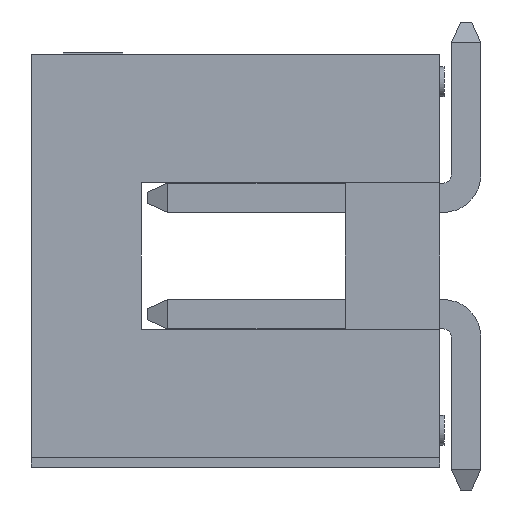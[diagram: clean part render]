
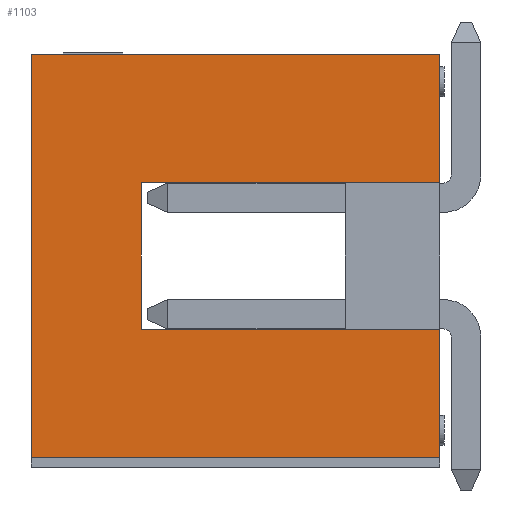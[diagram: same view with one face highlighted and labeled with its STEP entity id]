
A CAD part, left-side view. The second image highlights one B-rep face of the part: STEP entity #1103.
In plain terms, the highlighted planar face has unit normal (-1, 0, 0).
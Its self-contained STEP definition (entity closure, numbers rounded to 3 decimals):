
#29 = EDGE_CURVE ( 'NONE', #660, #10579, #3911, .T. ) ;
#38 = VERTEX_POINT ( 'NONE', #3968 ) ;
#463 = CARTESIAN_POINT ( 'NONE',  ( -16.51, 4.45, -1.6 ) ) ;
#634 = VECTOR ( 'NONE', #4292, 1000. ) ;
#660 = VERTEX_POINT ( 'NONE', #2361 ) ;
#746 = ORIENTED_EDGE ( 'NONE', *, *, #6858, .T. ) ;
#782 = PLANE ( 'NONE',  #3875 ) ;
#800 = EDGE_CURVE ( 'NONE', #660, #38, #10375, .T. ) ;
#971 = ORIENTED_EDGE ( 'NONE', *, *, #29, .T. ) ;
#1029 = VERTEX_POINT ( 'NONE', #12069 ) ;
#1103 = ADVANCED_FACE ( 'NONE', ( #11371 ), #782, .T. ) ;
#1420 = CARTESIAN_POINT ( 'NONE',  ( -16.51, 0., -0.1 ) ) ;
#1621 = LINE ( 'NONE', #7485, #10945 ) ;
#1702 = ORIENTED_EDGE ( 'NONE', *, *, #6873, .T. ) ;
#1731 = CARTESIAN_POINT ( 'NONE',  ( -16.51, 4.45, 4.4 ) ) ;
#1911 = CARTESIAN_POINT ( 'NONE',  ( -16.51, 0., -4.4 ) ) ;
#1949 = EDGE_LOOP ( 'NONE', ( #746, #2168, #7447, #11402, #1702, #2763, #971, #10283 ) ) ;
#2063 = VERTEX_POINT ( 'NONE', #2869 ) ;
#2168 = ORIENTED_EDGE ( 'NONE', *, *, #5482, .T. ) ;
#2361 = CARTESIAN_POINT ( 'NONE',  ( -16.51, 8.9, 4.4 ) ) ;
#2461 = LINE ( 'NONE', #463, #634 ) ;
#2763 = ORIENTED_EDGE ( 'NONE', *, *, #800, .F. ) ;
#2869 = CARTESIAN_POINT ( 'NONE',  ( -16.51, 0., -1.6 ) ) ;
#2930 = LINE ( 'NONE', #8980, #6334 ) ;
#3675 = VECTOR ( 'NONE', #11728, 1000. ) ;
#3718 = DIRECTION ( 'NONE',  ( 0., 0., 1. ) ) ;
#3875 = AXIS2_PLACEMENT_3D ( 'NONE', #5503, #12377, #10424 ) ;
#3911 = LINE ( 'NONE', #9832, #3675 ) ;
#3968 = CARTESIAN_POINT ( 'NONE',  ( -16.51, 0., 4.4 ) ) ;
#3971 = CARTESIAN_POINT ( 'NONE',  ( -16.51, 8.9, -4.4 ) ) ;
#4292 = DIRECTION ( 'NONE',  ( 0., 1., 0. ) ) ;
#4391 = EDGE_CURVE ( 'NONE', #1029, #9080, #2930, .T. ) ;
#4580 = VECTOR ( 'NONE', #8103, 1000. ) ;
#5338 = VERTEX_POINT ( 'NONE', #1911 ) ;
#5339 = LINE ( 'NONE', #1420, #4580 ) ;
#5482 = EDGE_CURVE ( 'NONE', #2063, #8545, #2461, .T. ) ;
#5503 = CARTESIAN_POINT ( 'NONE',  ( -16.51, -0.178, -4.576 ) ) ;
#5577 = DIRECTION ( 'NONE',  ( 0., -1., 0. ) ) ;
#5649 = DIRECTION ( 'NONE',  ( 0., -1., 0. ) ) ;
#6099 = VECTOR ( 'NONE', #5577, 1000. ) ;
#6218 = DIRECTION ( 'NONE',  ( 0., 0., 1. ) ) ;
#6334 = VECTOR ( 'NONE', #6779, 1000. ) ;
#6779 = DIRECTION ( 'NONE',  ( 0., -1., 0. ) ) ;
#6858 = EDGE_CURVE ( 'NONE', #5338, #2063, #5339, .T. ) ;
#6873 = EDGE_CURVE ( 'NONE', #9080, #38, #7291, .T. ) ;
#7256 = LINE ( 'NONE', #9401, #9229 ) ;
#7291 = LINE ( 'NONE', #11143, #7405 ) ;
#7405 = VECTOR ( 'NONE', #6218, 1000. ) ;
#7447 = ORIENTED_EDGE ( 'NONE', *, *, #8710, .T. ) ;
#7485 = CARTESIAN_POINT ( 'NONE',  ( -16.51, 4.45, -4.4 ) ) ;
#8103 = DIRECTION ( 'NONE',  ( 0., 0., 1. ) ) ;
#8545 = VERTEX_POINT ( 'NONE', #9777 ) ;
#8710 = EDGE_CURVE ( 'NONE', #8545, #1029, #7256, .T. ) ;
#8980 = CARTESIAN_POINT ( 'NONE',  ( -16.51, 4.45, 1.6 ) ) ;
#9080 = VERTEX_POINT ( 'NONE', #10973 ) ;
#9100 = EDGE_CURVE ( 'NONE', #10579, #5338, #1621, .T. ) ;
#9229 = VECTOR ( 'NONE', #3718, 1000. ) ;
#9401 = CARTESIAN_POINT ( 'NONE',  ( -16.51, 6.5, 0. ) ) ;
#9777 = CARTESIAN_POINT ( 'NONE',  ( -16.51, 6.5, -1.6 ) ) ;
#9832 = CARTESIAN_POINT ( 'NONE',  ( -16.51, 8.9, 0. ) ) ;
#10283 = ORIENTED_EDGE ( 'NONE', *, *, #9100, .T. ) ;
#10375 = LINE ( 'NONE', #1731, #6099 ) ;
#10424 = DIRECTION ( 'NONE',  ( 0., 0., 1. ) ) ;
#10579 = VERTEX_POINT ( 'NONE', #3971 ) ;
#10945 = VECTOR ( 'NONE', #5649, 1000. ) ;
#10973 = CARTESIAN_POINT ( 'NONE',  ( -16.51, 0., 1.6 ) ) ;
#11143 = CARTESIAN_POINT ( 'NONE',  ( -16.51, 0., -0.1 ) ) ;
#11371 = FACE_OUTER_BOUND ( 'NONE', #1949, .T. ) ;
#11402 = ORIENTED_EDGE ( 'NONE', *, *, #4391, .T. ) ;
#11728 = DIRECTION ( 'NONE',  ( 0., 0., -1. ) ) ;
#12069 = CARTESIAN_POINT ( 'NONE',  ( -16.51, 6.5, 1.6 ) ) ;
#12377 = DIRECTION ( 'NONE',  ( -1., 0., 0. ) ) ;
